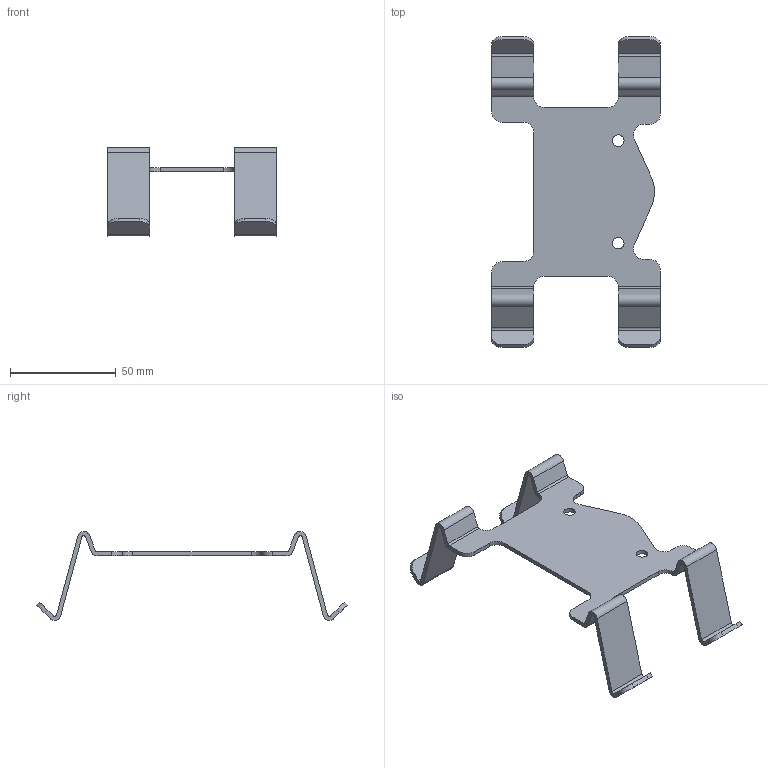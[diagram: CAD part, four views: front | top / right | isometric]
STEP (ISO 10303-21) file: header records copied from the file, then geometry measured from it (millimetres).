
FILE_DESCRIPTION(/* description */ ('Unknown'),/* implementation_level */ '2;1');
FILE_NAME(/* name */ 'C000 156-86rPa3',/* time_stamp */ '2023-09-25T15:59:05+02:00',/* author */ ('Unknown'),/* organization */ ('Unknown'),/* preprocessor_version */ 'ST-DEVELOPER v18.102',/* originating_system */ 'Solid Edge',/* authorisation */ 'Unknown');
FILE_SCHEMA (('AUTOMOTIVE_DESIGN {1 0 10303 214 3 1 1}'));
Length unit declared in the file: millimetre
Products named in the file (1): C000 156-86rPa3
Bounding box: 80 x 147.34 x 42.16 mm (x, y, z)
Volume: 20438.1 mm3; surface area: 22347 mm2
Topology: 1 solids, 1 shells, 94 faces, 270 edges, 178 vertices
Faces by surface type: cylinder 47, plane 47
Full cylindrical faces by diameter (mm): 5.5 x2
Entity records: 3110 total; most frequent: DIRECTION 550, CARTESIAN_POINT 537, ORIENTED_EDGE 532, EDGE_CURVE 266, AXIS2_PLACEMENT_3D 189, VERTEX_POINT 176, LINE 172, VECTOR 172
